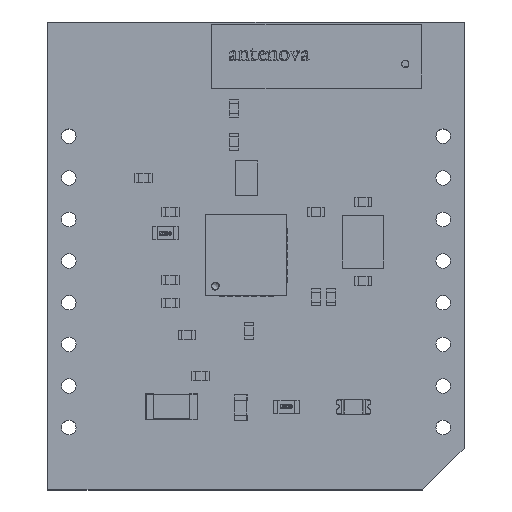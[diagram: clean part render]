
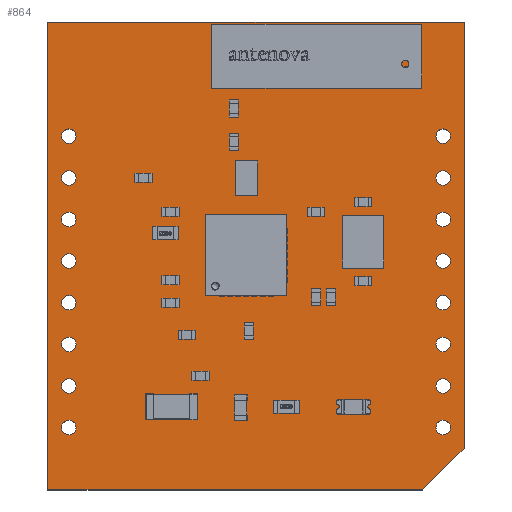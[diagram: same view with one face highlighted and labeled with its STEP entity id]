
A CAD part, top view. The second image highlights one B-rep face of the part: STEP entity #864.
In plain terms, the highlighted planar face has unit normal (0, 0, 1).
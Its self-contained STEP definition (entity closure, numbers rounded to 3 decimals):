
#127 = VERTEX_POINT('',#128);
#128 = CARTESIAN_POINT('',(-1.27,-3.81,0.));
#134 = EDGE_CURVE('',#127,#135,#137,.T.);
#135 = VERTEX_POINT('',#136);
#136 = CARTESIAN_POINT('',(21.59,-3.81,0.));
#137 = LINE('',#138,#139);
#138 = CARTESIAN_POINT('',(-1.27,-3.81,0.));
#139 = VECTOR('',#140,1.);
#140 = DIRECTION('',(1.,0.,0.));
#165 = EDGE_CURVE('',#135,#166,#168,.T.);
#166 = VERTEX_POINT('',#167);
#167 = CARTESIAN_POINT('',(24.13,-1.27,0.));
#168 = LINE('',#169,#170);
#169 = CARTESIAN_POINT('',(21.59,-3.81,0.));
#170 = VECTOR('',#171,1.);
#171 = DIRECTION('',(0.707,0.707,0.));
#196 = EDGE_CURVE('',#166,#197,#199,.T.);
#197 = VERTEX_POINT('',#198);
#198 = CARTESIAN_POINT('',(24.13,24.755,0.));
#199 = LINE('',#200,#201);
#200 = CARTESIAN_POINT('',(24.13,-1.27,0.));
#201 = VECTOR('',#202,1.);
#202 = DIRECTION('',(0.,1.,0.));
#227 = EDGE_CURVE('',#197,#228,#230,.T.);
#228 = VERTEX_POINT('',#229);
#229 = CARTESIAN_POINT('',(-1.27,24.755,0.));
#230 = LINE('',#231,#232);
#231 = CARTESIAN_POINT('',(24.13,24.755,0.));
#232 = VECTOR('',#233,1.);
#233 = DIRECTION('',(-1.,0.,0.));
#258 = EDGE_CURVE('',#228,#127,#259,.T.);
#259 = LINE('',#260,#261);
#260 = CARTESIAN_POINT('',(-1.27,24.755,0.));
#261 = VECTOR('',#262,1.);
#262 = DIRECTION('',(0.,-1.,0.));
#282 = VERTEX_POINT('',#283);
#283 = CARTESIAN_POINT('',(0.445,5.08,0.));
#289 = EDGE_CURVE('',#282,#282,#290,.T.);
#290 = CIRCLE('',#291,0.445);
#291 = AXIS2_PLACEMENT_3D('',#292,#293,#294);
#292 = CARTESIAN_POINT('',(0.,5.08,0.));
#293 = DIRECTION('',(0.,0.,1.));
#294 = DIRECTION('',(1.,0.,0.));
#315 = VERTEX_POINT('',#316);
#316 = CARTESIAN_POINT('',(0.445,7.62,0.));
#322 = EDGE_CURVE('',#315,#315,#323,.T.);
#323 = CIRCLE('',#324,0.445);
#324 = AXIS2_PLACEMENT_3D('',#325,#326,#327);
#325 = CARTESIAN_POINT('',(0.,7.62,0.));
#326 = DIRECTION('',(0.,0.,1.));
#327 = DIRECTION('',(1.,0.,0.));
#348 = VERTEX_POINT('',#349);
#349 = CARTESIAN_POINT('',(0.445,0.,0.));
#355 = EDGE_CURVE('',#348,#348,#356,.T.);
#356 = CIRCLE('',#357,0.445);
#357 = AXIS2_PLACEMENT_3D('',#358,#359,#360);
#358 = CARTESIAN_POINT('',(0.,0.,0.));
#359 = DIRECTION('',(0.,0.,1.));
#360 = DIRECTION('',(1.,0.,0.));
#381 = VERTEX_POINT('',#382);
#382 = CARTESIAN_POINT('',(0.445,2.54,0.));
#388 = EDGE_CURVE('',#381,#381,#389,.T.);
#389 = CIRCLE('',#390,0.445);
#390 = AXIS2_PLACEMENT_3D('',#391,#392,#393);
#391 = CARTESIAN_POINT('',(0.,2.54,0.));
#392 = DIRECTION('',(0.,0.,1.));
#393 = DIRECTION('',(1.,0.,0.));
#414 = VERTEX_POINT('',#415);
#415 = CARTESIAN_POINT('',(0.445,15.24,0.));
#421 = EDGE_CURVE('',#414,#414,#422,.T.);
#422 = CIRCLE('',#423,0.445);
#423 = AXIS2_PLACEMENT_3D('',#424,#425,#426);
#424 = CARTESIAN_POINT('',(0.,15.24,0.));
#425 = DIRECTION('',(0.,0.,1.));
#426 = DIRECTION('',(1.,0.,0.));
#447 = VERTEX_POINT('',#448);
#448 = CARTESIAN_POINT('',(0.445,17.78,0.));
#454 = EDGE_CURVE('',#447,#447,#455,.T.);
#455 = CIRCLE('',#456,0.445);
#456 = AXIS2_PLACEMENT_3D('',#457,#458,#459);
#457 = CARTESIAN_POINT('',(0.,17.78,0.));
#458 = DIRECTION('',(0.,0.,1.));
#459 = DIRECTION('',(1.,0.,0.));
#480 = VERTEX_POINT('',#481);
#481 = CARTESIAN_POINT('',(0.445,10.16,0.));
#487 = EDGE_CURVE('',#480,#480,#488,.T.);
#488 = CIRCLE('',#489,0.445);
#489 = AXIS2_PLACEMENT_3D('',#490,#491,#492);
#490 = CARTESIAN_POINT('',(0.,10.16,0.));
#491 = DIRECTION('',(0.,0.,1.));
#492 = DIRECTION('',(1.,0.,0.));
#513 = VERTEX_POINT('',#514);
#514 = CARTESIAN_POINT('',(0.445,12.7,0.));
#520 = EDGE_CURVE('',#513,#513,#521,.T.);
#521 = CIRCLE('',#522,0.445);
#522 = AXIS2_PLACEMENT_3D('',#523,#524,#525);
#523 = CARTESIAN_POINT('',(0.,12.7,0.));
#524 = DIRECTION('',(0.,0.,1.));
#525 = DIRECTION('',(1.,0.,0.));
#546 = VERTEX_POINT('',#547);
#547 = CARTESIAN_POINT('',(23.305,5.08,0.));
#553 = EDGE_CURVE('',#546,#546,#554,.T.);
#554 = CIRCLE('',#555,0.445);
#555 = AXIS2_PLACEMENT_3D('',#556,#557,#558);
#556 = CARTESIAN_POINT('',(22.86,5.08,0.));
#557 = DIRECTION('',(0.,0.,1.));
#558 = DIRECTION('',(1.,0.,0.));
#579 = VERTEX_POINT('',#580);
#580 = CARTESIAN_POINT('',(23.305,7.62,0.));
#586 = EDGE_CURVE('',#579,#579,#587,.T.);
#587 = CIRCLE('',#588,0.445);
#588 = AXIS2_PLACEMENT_3D('',#589,#590,#591);
#589 = CARTESIAN_POINT('',(22.86,7.62,0.));
#590 = DIRECTION('',(0.,0.,1.));
#591 = DIRECTION('',(1.,0.,0.));
#612 = VERTEX_POINT('',#613);
#613 = CARTESIAN_POINT('',(23.305,0.,0.));
#619 = EDGE_CURVE('',#612,#612,#620,.T.);
#620 = CIRCLE('',#621,0.445);
#621 = AXIS2_PLACEMENT_3D('',#622,#623,#624);
#622 = CARTESIAN_POINT('',(22.86,0.,0.));
#623 = DIRECTION('',(0.,0.,1.));
#624 = DIRECTION('',(1.,0.,0.));
#645 = VERTEX_POINT('',#646);
#646 = CARTESIAN_POINT('',(23.305,2.54,0.));
#652 = EDGE_CURVE('',#645,#645,#653,.T.);
#653 = CIRCLE('',#654,0.445);
#654 = AXIS2_PLACEMENT_3D('',#655,#656,#657);
#655 = CARTESIAN_POINT('',(22.86,2.54,0.));
#656 = DIRECTION('',(0.,0.,1.));
#657 = DIRECTION('',(1.,0.,0.));
#678 = VERTEX_POINT('',#679);
#679 = CARTESIAN_POINT('',(23.305,15.24,0.));
#685 = EDGE_CURVE('',#678,#678,#686,.T.);
#686 = CIRCLE('',#687,0.445);
#687 = AXIS2_PLACEMENT_3D('',#688,#689,#690);
#688 = CARTESIAN_POINT('',(22.86,15.24,0.));
#689 = DIRECTION('',(0.,0.,1.));
#690 = DIRECTION('',(1.,0.,0.));
#711 = VERTEX_POINT('',#712);
#712 = CARTESIAN_POINT('',(23.305,17.78,0.));
#718 = EDGE_CURVE('',#711,#711,#719,.T.);
#719 = CIRCLE('',#720,0.445);
#720 = AXIS2_PLACEMENT_3D('',#721,#722,#723);
#721 = CARTESIAN_POINT('',(22.86,17.78,0.));
#722 = DIRECTION('',(0.,0.,1.));
#723 = DIRECTION('',(1.,0.,0.));
#744 = VERTEX_POINT('',#745);
#745 = CARTESIAN_POINT('',(23.305,10.16,0.));
#751 = EDGE_CURVE('',#744,#744,#752,.T.);
#752 = CIRCLE('',#753,0.445);
#753 = AXIS2_PLACEMENT_3D('',#754,#755,#756);
#754 = CARTESIAN_POINT('',(22.86,10.16,0.));
#755 = DIRECTION('',(0.,0.,1.));
#756 = DIRECTION('',(1.,0.,0.));
#777 = VERTEX_POINT('',#778);
#778 = CARTESIAN_POINT('',(23.305,12.7,0.));
#784 = EDGE_CURVE('',#777,#777,#785,.T.);
#785 = CIRCLE('',#786,0.445);
#786 = AXIS2_PLACEMENT_3D('',#787,#788,#789);
#787 = CARTESIAN_POINT('',(22.86,12.7,0.));
#788 = DIRECTION('',(0.,0.,1.));
#789 = DIRECTION('',(1.,0.,0.));
#864 = ADVANCED_FACE('',(#865,#872,#875,#878,#881,#884,#887,#890,#893,
    #896,#899,#902,#905,#908,#911,#914,#917),#920,.F.);
#865 = FACE_BOUND('',#866,.T.);
#866 = EDGE_LOOP('',(#867,#868,#869,#870,#871));
#867 = ORIENTED_EDGE('',*,*,#134,.T.);
#868 = ORIENTED_EDGE('',*,*,#165,.T.);
#869 = ORIENTED_EDGE('',*,*,#196,.T.);
#870 = ORIENTED_EDGE('',*,*,#227,.T.);
#871 = ORIENTED_EDGE('',*,*,#258,.T.);
#872 = FACE_BOUND('',#873,.F.);
#873 = EDGE_LOOP('',(#874));
#874 = ORIENTED_EDGE('',*,*,#289,.T.);
#875 = FACE_BOUND('',#876,.F.);
#876 = EDGE_LOOP('',(#877));
#877 = ORIENTED_EDGE('',*,*,#322,.T.);
#878 = FACE_BOUND('',#879,.F.);
#879 = EDGE_LOOP('',(#880));
#880 = ORIENTED_EDGE('',*,*,#355,.T.);
#881 = FACE_BOUND('',#882,.F.);
#882 = EDGE_LOOP('',(#883));
#883 = ORIENTED_EDGE('',*,*,#388,.T.);
#884 = FACE_BOUND('',#885,.F.);
#885 = EDGE_LOOP('',(#886));
#886 = ORIENTED_EDGE('',*,*,#421,.T.);
#887 = FACE_BOUND('',#888,.F.);
#888 = EDGE_LOOP('',(#889));
#889 = ORIENTED_EDGE('',*,*,#454,.T.);
#890 = FACE_BOUND('',#891,.F.);
#891 = EDGE_LOOP('',(#892));
#892 = ORIENTED_EDGE('',*,*,#487,.T.);
#893 = FACE_BOUND('',#894,.F.);
#894 = EDGE_LOOP('',(#895));
#895 = ORIENTED_EDGE('',*,*,#520,.T.);
#896 = FACE_BOUND('',#897,.F.);
#897 = EDGE_LOOP('',(#898));
#898 = ORIENTED_EDGE('',*,*,#553,.T.);
#899 = FACE_BOUND('',#900,.F.);
#900 = EDGE_LOOP('',(#901));
#901 = ORIENTED_EDGE('',*,*,#586,.T.);
#902 = FACE_BOUND('',#903,.F.);
#903 = EDGE_LOOP('',(#904));
#904 = ORIENTED_EDGE('',*,*,#619,.T.);
#905 = FACE_BOUND('',#906,.F.);
#906 = EDGE_LOOP('',(#907));
#907 = ORIENTED_EDGE('',*,*,#652,.T.);
#908 = FACE_BOUND('',#909,.F.);
#909 = EDGE_LOOP('',(#910));
#910 = ORIENTED_EDGE('',*,*,#685,.T.);
#911 = FACE_BOUND('',#912,.F.);
#912 = EDGE_LOOP('',(#913));
#913 = ORIENTED_EDGE('',*,*,#718,.T.);
#914 = FACE_BOUND('',#915,.F.);
#915 = EDGE_LOOP('',(#916));
#916 = ORIENTED_EDGE('',*,*,#751,.T.);
#917 = FACE_BOUND('',#918,.F.);
#918 = EDGE_LOOP('',(#919));
#919 = ORIENTED_EDGE('',*,*,#784,.T.);
#920 = PLANE('',#921);
#921 = AXIS2_PLACEMENT_3D('',#922,#923,#924);
#922 = CARTESIAN_POINT('',(-1.27,-3.81,0.));
#923 = DIRECTION('',(0.,0.,-1.));
#924 = DIRECTION('',(-1.,0.,0.));
